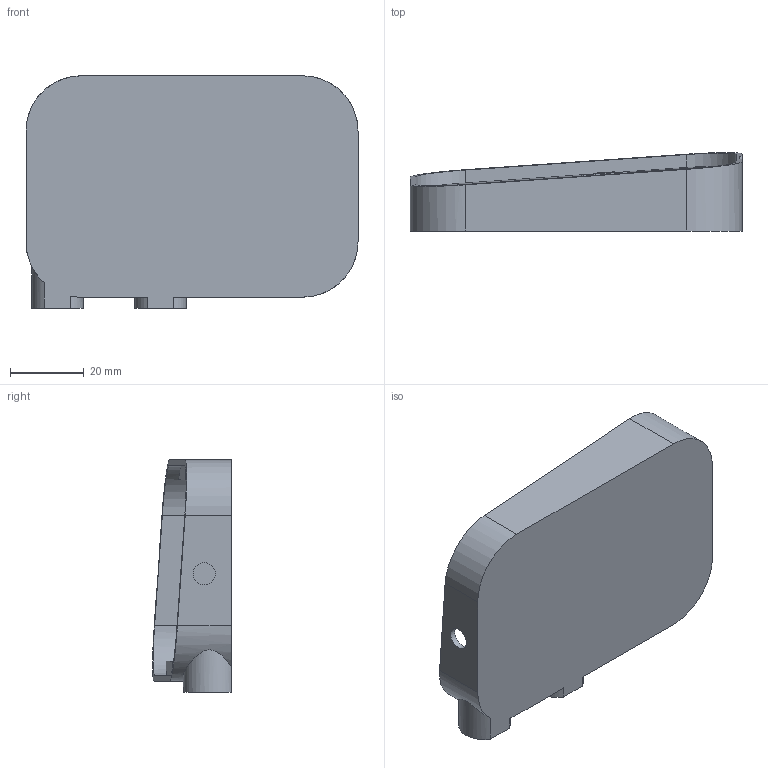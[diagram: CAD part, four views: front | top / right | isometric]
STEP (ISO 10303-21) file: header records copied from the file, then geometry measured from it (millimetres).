
FILE_DESCRIPTION(/* description */ (''),/* implementation_level */ '2;1');
FILE_NAME(/* name */ 'palm-RB.step',/* time_stamp */ '2022-08-04T11:26:17+09:00',/* author */ (''),/* organization */ (''),/* preprocessor_version */ 'ST-DEVELOPER v19',/* originating_system */ 'Autodesk Translation Framework v11.7.0.108',/* authorisation */ '');
FILE_SCHEMA (('AUTOMOTIVE_DESIGN { 1 0 10303 214 3 1 1 }'));
Length unit declared in the file: millimetre
Products named in the file (1): zPalmrest2
Bounding box: 90 x 21.36 x 63 mm (x, y, z)
Volume: 23282.7 mm3; surface area: 20745.1 mm2
Topology: 1 solids, 1 shells, 123 faces, 333 edges, 218 vertices
Faces by surface type: plane 102, cylinder 21
Full cylindrical faces by diameter (mm): 5 x3, 6 x1, 9.6 x2
Entity records: 3890 total; most frequent: CARTESIAN_POINT 716, ORIENTED_EDGE 666, DIRECTION 625, EDGE_CURVE 333, LINE 283, VECTOR 283, VERTEX_POINT 218, AXIS2_PLACEMENT_3D 171
